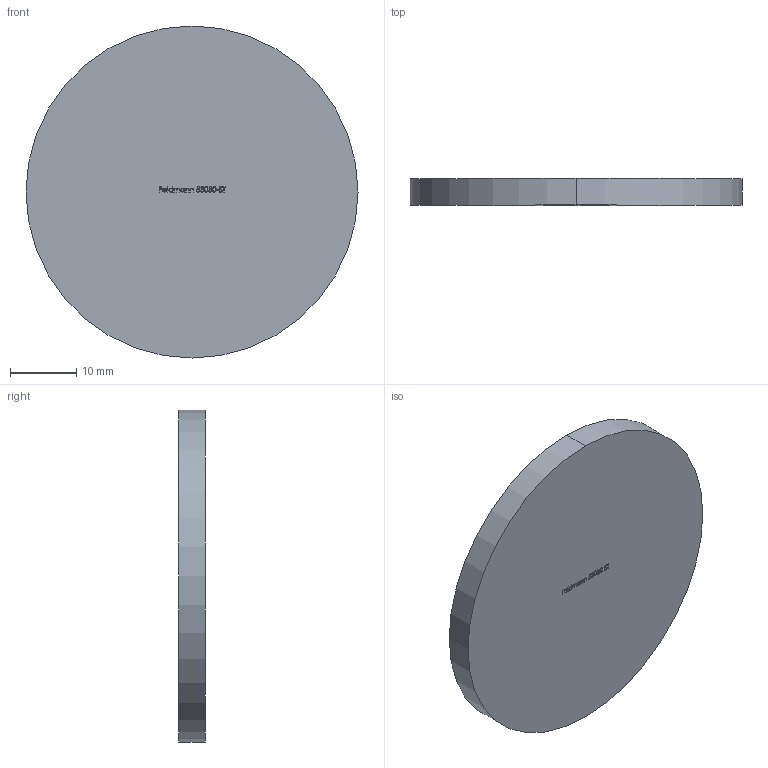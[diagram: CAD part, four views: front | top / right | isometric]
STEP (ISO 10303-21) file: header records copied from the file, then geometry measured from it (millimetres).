
FILE_DESCRIPTION (( 'STEP AP203' ), '1' );
FILE_NAME ('53050-ST.step', '2019-04-03T11:39:10', ( '' ), ( '' ), 'SwSTEP 2.0', 'SolidWorks 2015', '' );
FILE_SCHEMA (( 'CONFIG_CONTROL_DESIGN' ));
Length unit declared in the file: millimetre
Products named in the file (1): 53050-ST
Bounding box: 50 x 4 x 50 mm (x, y, z)
Volume: 7853.8 mm3; surface area: 4560.7 mm2
Topology: 1 solids, 1 shells, 219 faces, 588 edges, 392 vertices
Faces by surface type: bspline 111, plane 106, cylinder 2
Entity records: 12797 total; most frequent: CARTESIAN_POINT 7991, ORIENTED_EDGE 1176, EDGE_CURVE 588, DIRECTION 588, VERTEX_POINT 392, VECTOR 362, LINE 362, EDGE_LOOP 240
